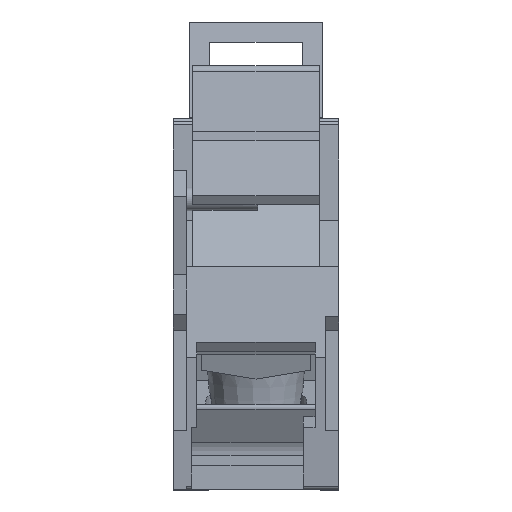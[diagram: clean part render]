
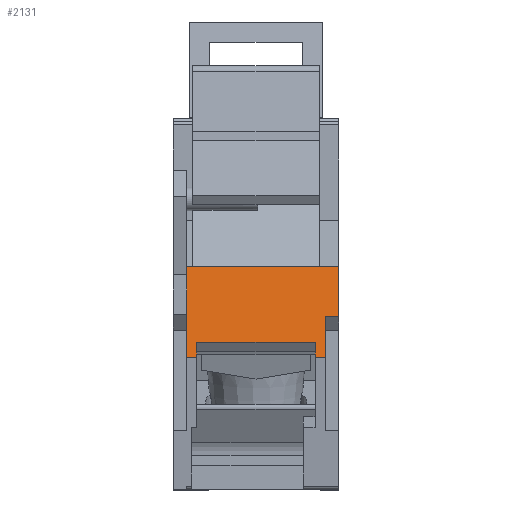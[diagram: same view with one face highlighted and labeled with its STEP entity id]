
A CAD part, top view. The second image highlights one B-rep face of the part: STEP entity #2131.
In plain terms, the highlighted planar face has unit normal (0, 0.155, 0.988).
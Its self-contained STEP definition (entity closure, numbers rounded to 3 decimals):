
#1925 = EDGE_CURVE( '', #5563, #5289, #5564, .T. );
#2079 = EDGE_CURVE( '', #5838, #5839, #5840, .T. );
#2131 = ADVANCED_FACE( '', ( #5928 ), #5929, .T. );
#2493 = EDGE_CURVE( '', #6515, #6516, #6517, .T. );
#2693 = EDGE_CURVE( '', #6516, #6846, #6847, .T. );
#3221 = EDGE_CURVE( '', #6846, #5838, #7637, .T. );
#3359 = EDGE_CURVE( '', #7822, #7823, #7824, .T. );
#3843 = EDGE_CURVE( '', #8133, #6515, #8452, .T. );
#4575 = EDGE_CURVE( '', #8133, #7823, #9338, .T. );
#4979 = EDGE_CURVE( '', #5563, #8091, #9796, .T. );
#5209 = EDGE_CURVE( '', #5289, #7822, #10056, .T. );
#5247 = EDGE_CURVE( '', #5839, #8091, #10099, .T. );
#5289 = VERTEX_POINT( '', #10141 );
#5563 = VERTEX_POINT( '', #10527 );
#5564 = LINE( '', #10528, #10529 );
#5838 = VERTEX_POINT( '', #10909 );
#5839 = VERTEX_POINT( '', #10910 );
#5840 = LINE( '', #10911, #10912 );
#5928 = FACE_OUTER_BOUND( '', #11033, .T. );
#5929 = PLANE( '', #11034 );
#6515 = VERTEX_POINT( '', #11871 );
#6516 = VERTEX_POINT( '', #11872 );
#6517 = LINE( '', #11873, #11874 );
#6846 = VERTEX_POINT( '', #12344 );
#6847 = LINE( '', #12345, #12346 );
#7637 = LINE( '', #13520, #13521 );
#7822 = VERTEX_POINT( '', #13809 );
#7823 = VERTEX_POINT( '', #13810 );
#7824 = LINE( '', #13811, #13812 );
#8091 = VERTEX_POINT( '', #14224 );
#8133 = VERTEX_POINT( '', #14292 );
#8452 = LINE( '', #14783, #14784 );
#9338 = LINE( '', #16184, #16185 );
#9796 = LINE( '', #16939, #16940 );
#10056 = LINE( '', #17362, #17363 );
#10099 = LINE( '', #17432, #17433 );
#10141 = CARTESIAN_POINT( '', ( 4.1, -11.6, 15.626 ) );
#10527 = CARTESIAN_POINT( '', ( 4.1, -13.986, 16. ) );
#10528 = CARTESIAN_POINT( '', ( 4.1, -11.725, 15.646 ) );
#10529 = VECTOR( '', #17711, 1000. );
#10909 = CARTESIAN_POINT( '', ( -3.5, -13.103, 15.862 ) );
#10910 = CARTESIAN_POINT( '', ( 3.5, -13.103, 15.862 ) );
#10911 = CARTESIAN_POINT( '', ( 4.2, -13.103, 15.862 ) );
#10912 = VECTOR( '', #17968, 1000. );
#11033 = EDGE_LOOP( '', ( #18055, #18056, #18057, #18058, #18059, #18060, #18061, #18062, #18063, #18064, #18065 ) );
#11034 = AXIS2_PLACEMENT_3D( '', #18066, #18067, #18068 );
#11871 = CARTESIAN_POINT( '', ( -4.1, -11.6, 15.626 ) );
#11872 = CARTESIAN_POINT( '', ( -4.1, -13.986, 16. ) );
#11873 = CARTESIAN_POINT( '', ( -4.1, -12.758, 15.808 ) );
#11874 = VECTOR( '', #18673, 1000. );
#12344 = CARTESIAN_POINT( '', ( -3.5, -13.986, 16. ) );
#12345 = CARTESIAN_POINT( '', ( -4.9, -13.986, 16. ) );
#12346 = VECTOR( '', #19000, 1000. );
#13520 = CARTESIAN_POINT( '', ( -3.5, -14.618, 16.099 ) );
#13521 = VECTOR( '', #19998, 1000. );
#13809 = CARTESIAN_POINT( '', ( 4.9, -11.6, 15.626 ) );
#13810 = CARTESIAN_POINT( '', ( 4.9, -8.629, 15.161 ) );
#13811 = CARTESIAN_POINT( '', ( 4.9, -13.986, 16. ) );
#13812 = VECTOR( '', #20187, 1000. );
#14224 = CARTESIAN_POINT( '', ( 3.5, -13.986, 16. ) );
#14292 = CARTESIAN_POINT( '', ( -4.1, -8.629, 15.161 ) );
#14783 = CARTESIAN_POINT( '', ( -4.1, -12.758, 15.808 ) );
#14784 = VECTOR( '', #21017, 1000. );
#16184 = CARTESIAN_POINT( '', ( -4.9, -8.629, 15.161 ) );
#16185 = VECTOR( '', #22309, 1000. );
#16939 = CARTESIAN_POINT( '', ( 4.9, -13.986, 16. ) );
#16940 = VECTOR( '', #22921, 1000. );
#17362 = CARTESIAN_POINT( '', ( 4.5, -11.6, 15.626 ) );
#17363 = VECTOR( '', #23293, 1000. );
#17432 = CARTESIAN_POINT( '', ( 3.5, -11.939, 15.68 ) );
#17433 = VECTOR( '', #23349, 1000. );
#17711 = DIRECTION( '', ( 0., 0.988, -0.155 ) );
#17968 = DIRECTION( '', ( 1., 0., 0. ) );
#18055 = ORIENTED_EDGE( '', *, *, #4575, .F. );
#18056 = ORIENTED_EDGE( '', *, *, #3843, .T. );
#18057 = ORIENTED_EDGE( '', *, *, #2493, .T. );
#18058 = ORIENTED_EDGE( '', *, *, #2693, .T. );
#18059 = ORIENTED_EDGE( '', *, *, #3221, .T. );
#18060 = ORIENTED_EDGE( '', *, *, #2079, .T. );
#18061 = ORIENTED_EDGE( '', *, *, #5247, .T. );
#18062 = ORIENTED_EDGE( '', *, *, #4979, .F. );
#18063 = ORIENTED_EDGE( '', *, *, #1925, .T. );
#18064 = ORIENTED_EDGE( '', *, *, #5209, .T. );
#18065 = ORIENTED_EDGE( '', *, *, #3359, .T. );
#18066 = CARTESIAN_POINT( '', ( 4.9, -8.629, 15.161 ) );
#18067 = DIRECTION( '', ( 0., 0.155, 0.988 ) );
#18068 = DIRECTION( '', ( 1., 0., 0. ) );
#18673 = DIRECTION( '', ( 0., -0.988, 0.155 ) );
#19000 = DIRECTION( '', ( 1., 0., 0. ) );
#19998 = DIRECTION( '', ( 0., 0.988, -0.155 ) );
#20187 = DIRECTION( '', ( 0., 0.988, -0.155 ) );
#21017 = DIRECTION( '', ( 0., -0.988, 0.155 ) );
#22309 = DIRECTION( '', ( 1., 0., 0. ) );
#22921 = DIRECTION( '', ( -1., 0., 0. ) );
#23293 = DIRECTION( '', ( 1., 0., 0. ) );
#23349 = DIRECTION( '', ( 0., -0.988, 0.155 ) );
